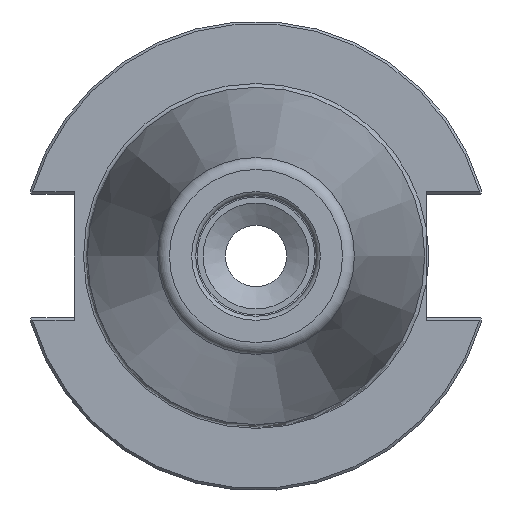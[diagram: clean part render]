
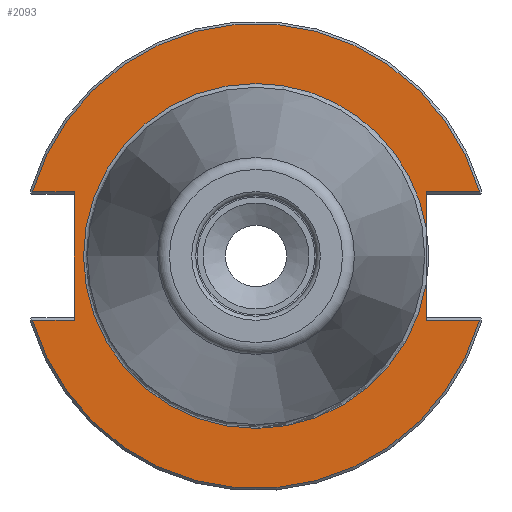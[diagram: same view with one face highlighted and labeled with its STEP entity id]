
A CAD part, left-side view. The second image highlights one B-rep face of the part: STEP entity #2093.
In plain terms, the highlighted planar face has unit normal (-1, 0, 0).
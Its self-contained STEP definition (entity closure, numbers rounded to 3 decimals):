
#119=PLANE('',#2270);
#200=FACE_OUTER_BOUND('',#316,.T.);
#316=EDGE_LOOP('',(#1478,#1479,#1480,#1481,#1482,#1483,#1484,#1485,#1486,
#1487,#1488));
#425=LINE('',#3282,#527);
#429=LINE('',#3290,#531);
#430=LINE('',#3294,#532);
#431=LINE('',#3296,#533);
#432=LINE('',#3298,#534);
#433=LINE('',#3302,#535);
#434=LINE('',#3304,#536);
#527=VECTOR('',#2625,10.);
#531=VECTOR('',#2631,10.);
#532=VECTOR('',#2634,10.);
#533=VECTOR('',#2635,10.);
#534=VECTOR('',#2636,10.);
#535=VECTOR('',#2639,10.);
#536=VECTOR('',#2640,10.);
#666=CIRCLE('',#2271,48.25);
#667=CIRCLE('',#2272,48.25);
#668=CIRCLE('',#2273,35.8);
#669=CIRCLE('',#2274,35.8);
#836=VERTEX_POINT('',#3277);
#837=VERTEX_POINT('',#3281);
#840=VERTEX_POINT('',#3289);
#841=VERTEX_POINT('',#3291);
#842=VERTEX_POINT('',#3293);
#843=VERTEX_POINT('',#3295);
#844=VERTEX_POINT('',#3297);
#845=VERTEX_POINT('',#3299);
#846=VERTEX_POINT('',#3301);
#847=VERTEX_POINT('',#3303);
#848=VERTEX_POINT('',#3305);
#1087=EDGE_CURVE('',#836,#837,#425,.T.);
#1091=EDGE_CURVE('',#840,#837,#429,.T.);
#1092=EDGE_CURVE('',#841,#836,#666,.T.);
#1093=EDGE_CURVE('',#842,#841,#430,.T.);
#1094=EDGE_CURVE('',#842,#843,#431,.T.);
#1095=EDGE_CURVE('',#844,#843,#432,.T.);
#1096=EDGE_CURVE('',#845,#844,#667,.T.);
#1097=EDGE_CURVE('',#846,#845,#433,.T.);
#1098=EDGE_CURVE('',#846,#847,#434,.T.);
#1099=EDGE_CURVE('',#847,#848,#668,.T.);
#1100=EDGE_CURVE('',#848,#840,#669,.T.);
#1478=ORIENTED_EDGE('',*,*,#1091,.T.);
#1479=ORIENTED_EDGE('',*,*,#1087,.F.);
#1480=ORIENTED_EDGE('',*,*,#1092,.F.);
#1481=ORIENTED_EDGE('',*,*,#1093,.F.);
#1482=ORIENTED_EDGE('',*,*,#1094,.T.);
#1483=ORIENTED_EDGE('',*,*,#1095,.F.);
#1484=ORIENTED_EDGE('',*,*,#1096,.F.);
#1485=ORIENTED_EDGE('',*,*,#1097,.F.);
#1486=ORIENTED_EDGE('',*,*,#1098,.T.);
#1487=ORIENTED_EDGE('',*,*,#1099,.T.);
#1488=ORIENTED_EDGE('',*,*,#1100,.T.);
#2093=ADVANCED_FACE('',(#200),#119,.T.);
#2270=AXIS2_PLACEMENT_3D('',#3288,#2629,#2630);
#2271=AXIS2_PLACEMENT_3D('',#3292,#2632,#2633);
#2272=AXIS2_PLACEMENT_3D('',#3300,#2637,#2638);
#2273=AXIS2_PLACEMENT_3D('',#3306,#2641,#2642);
#2274=AXIS2_PLACEMENT_3D('',#3307,#2643,#2644);
#2625=DIRECTION('',(0.,1.,0.));
#2629=DIRECTION('center_axis',(-1.,0.,0.));
#2630=DIRECTION('ref_axis',(0.,0.,1.));
#2631=DIRECTION('',(0.,0.,1.));
#2632=DIRECTION('center_axis',(1.,0.,0.));
#2633=DIRECTION('ref_axis',(0.,0.,-1.));
#2634=DIRECTION('',(0.,1.,0.));
#2635=DIRECTION('',(0.,0.,-1.));
#2636=DIRECTION('',(0.,-1.,0.));
#2637=DIRECTION('center_axis',(1.,0.,0.));
#2638=DIRECTION('ref_axis',(0.,0.,-1.));
#2639=DIRECTION('',(0.,-1.,0.));
#2640=DIRECTION('',(0.,0.,1.));
#2641=DIRECTION('center_axis',(1.,0.,0.));
#2642=DIRECTION('ref_axis',(0.,0.,-1.));
#2643=DIRECTION('center_axis',(1.,0.,0.));
#2644=DIRECTION('ref_axis',(0.,0.,-1.));
#3277=CARTESIAN_POINT('',(1.5,-46.373,13.325));
#3281=CARTESIAN_POINT('',(1.5,-35.3,13.325));
#3282=CARTESIAN_POINT('',(1.5,6.475,13.325));
#3288=CARTESIAN_POINT('Origin',(1.5,48.25,0.));
#3289=CARTESIAN_POINT('',(1.5,-35.3,5.962));
#3290=CARTESIAN_POINT('',(1.5,-35.3,-6.413));
#3291=CARTESIAN_POINT('',(1.5,46.373,13.325));
#3292=CARTESIAN_POINT('Origin',(1.5,0.,
0.));
#3293=CARTESIAN_POINT('',(1.5,37.7,13.325));
#3294=CARTESIAN_POINT('',(1.5,61.395,13.325));
#3295=CARTESIAN_POINT('',(1.5,37.7,-13.325));
#3296=CARTESIAN_POINT('',(1.5,37.7,6.413));
#3297=CARTESIAN_POINT('',(1.5,46.373,-13.325));
#3298=CARTESIAN_POINT('',(1.5,42.975,-13.325));
#3299=CARTESIAN_POINT('',(1.5,-46.373,-13.325));
#3300=CARTESIAN_POINT('Origin',(1.5,0.,
0.));
#3301=CARTESIAN_POINT('',(1.5,-35.3,-13.325));
#3302=CARTESIAN_POINT('',(1.5,-13.707,-13.325));
#3303=CARTESIAN_POINT('',(1.5,-35.3,-5.962));
#3304=CARTESIAN_POINT('',(1.5,-35.3,-6.413));
#3305=CARTESIAN_POINT('',(1.5,0.,35.8));
#3306=CARTESIAN_POINT('Origin',(1.5,0.,
0.));
#3307=CARTESIAN_POINT('Origin',(1.5,0.,
0.));
